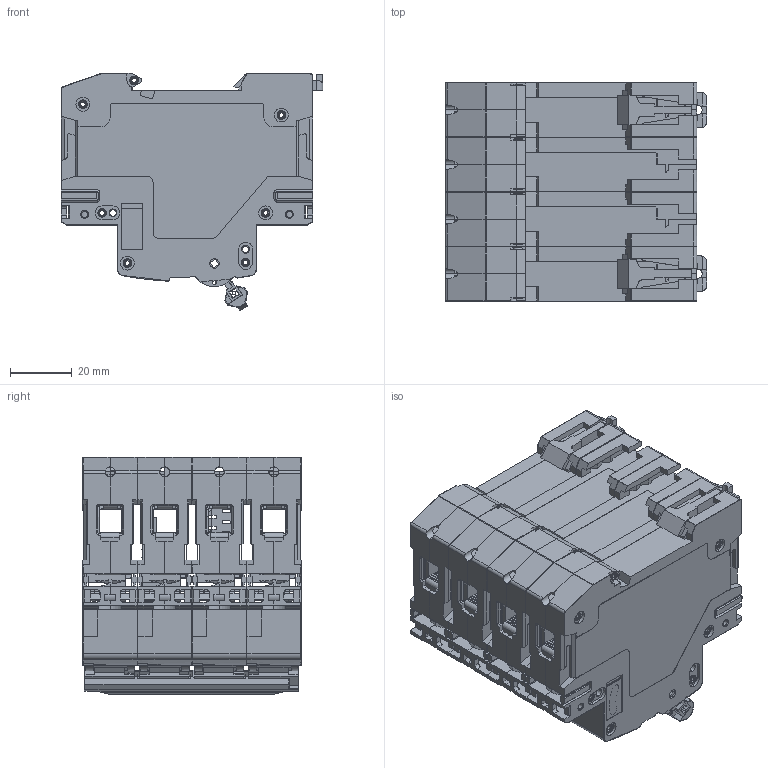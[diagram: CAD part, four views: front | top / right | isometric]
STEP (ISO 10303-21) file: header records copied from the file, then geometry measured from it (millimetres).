
FILE_DESCRIPTION (( 'STEP AP203' ), '1' );
FILE_NAME ('Armat 4p+.STEP', '2022-05-20T10:58:27', ( '' ), ( '' ), 'SwSTEP 2.0', 'SolidWorks 2017', '' );
FILE_SCHEMA (( 'CONFIG_CONTROL_DESIGN' ));
Products named in the file (1): Armat 4p+
Bounding box: 84.75 x 70.8 x 76.88 mm (x, y, z)
Surface area: 73352.5 mm2 (no closed solid volume)
Topology: 0 solids, 260 shells, 3163 faces, 16394 edges, 13202 vertices
Faces by surface type: plane 1945, cylinder 935, bspline 219, cone 64
Entity records: 190052 total; most frequent: CARTESIAN_POINT 75948, ORIENTED_EDGE 22386, DIRECTION 18973, EDGE_CURVE 16378, VERTEX_POINT 13206, VECTOR 9213, LINE 9213, AXIS2_PLACEMENT_3D 4880
